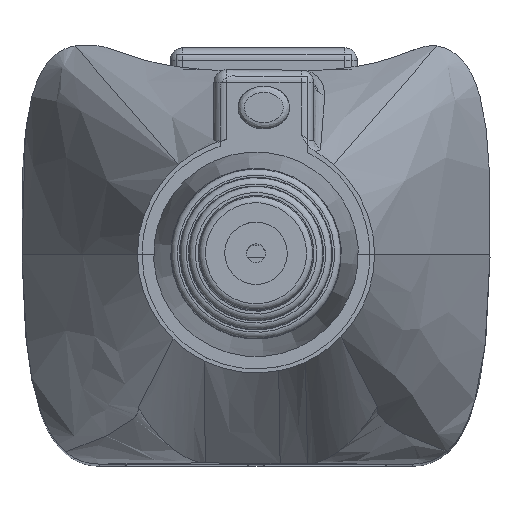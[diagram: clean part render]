
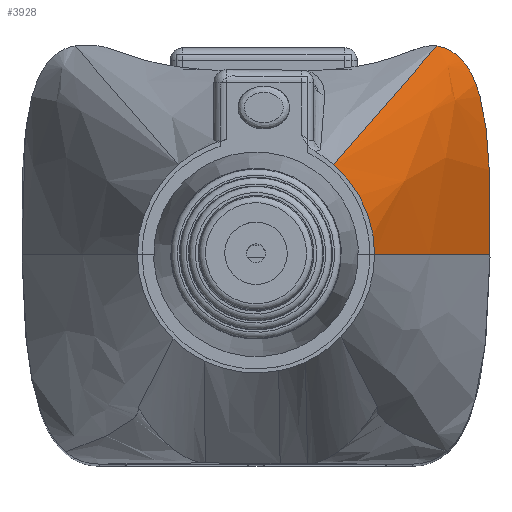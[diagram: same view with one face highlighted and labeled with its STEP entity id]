
A CAD part, top view. The second image highlights one B-rep face of the part: STEP entity #3928.
In plain terms, the highlighted free-form (B-spline) face has degree [3, 3] with [7, 4] control points.
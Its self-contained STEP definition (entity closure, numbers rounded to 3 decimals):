
#317=CIRCLE('',#4173,19.);
#445=B_SPLINE_SURFACE_WITH_KNOTS('',3,3,((#10299,#10300,#10301,#10302),
(#10303,#10304,#10305,#10306),(#10307,#10308,#10309,#10310),(#10311,#10312,
#10313,#10314),(#10315,#10316,#10317,#10318),(#10319,#10320,#10321,#10322),
(#10323,#10324,#10325,#10326)),.UNSPECIFIED.,.F.,.F.,.F.,(4,1,2,4),(4,4),
(0.,0.228,0.379,0.449),(0.,1.),
 .UNSPECIFIED.);
#655=FACE_OUTER_BOUND('',#915,.T.);
#915=EDGE_LOOP('',(#3571,#3572,#3573,#3574,#3575));
#1141=LINE('',#9272,#1350);
#1350=VECTOR('',#4845,66.934);
#1495=B_SPLINE_CURVE_WITH_KNOTS('',3,(#7890,#7891,#7892,#7893,#7894,#7895,
#7896,#7897),.UNSPECIFIED.,.F.,.F.,(4,2,2,4),(-6.579,-4.728,
-3.14,0.),.UNSPECIFIED.);
#1510=B_SPLINE_CURVE_WITH_KNOTS('',3,(#8470,#8471,#8472,#8473),
 .UNSPECIFIED.,.F.,.F.,(4,4),(-0.024,0.),.UNSPECIFIED.);
#1520=B_SPLINE_CURVE_WITH_KNOTS('',3,(#8753,#8754,#8755,#8756,#8757,#8758,
#8759),.UNSPECIFIED.,.F.,.F.,(4,1,2,4),(0.003,0.228,
0.379,0.407),.UNSPECIFIED.);
#1730=VERTEX_POINT('',#7887);
#1731=VERTEX_POINT('',#7889);
#1810=VERTEX_POINT('',#8468);
#1811=VERTEX_POINT('',#8469);
#1852=VERTEX_POINT('',#9270);
#2168=EDGE_CURVE('',#1731,#1730,#1495,.T.);
#2294=EDGE_CURVE('',#1810,#1811,#1510,.T.);
#2313=EDGE_CURVE('',#1811,#1730,#1520,.T.);
#2362=EDGE_CURVE('',#1852,#1810,#1141,.T.);
#2392=EDGE_CURVE('',#1852,#1731,#317,.T.);
#3571=ORIENTED_EDGE('',*,*,#2168,.T.);
#3572=ORIENTED_EDGE('',*,*,#2313,.F.);
#3573=ORIENTED_EDGE('',*,*,#2294,.F.);
#3574=ORIENTED_EDGE('',*,*,#2362,.F.);
#3575=ORIENTED_EDGE('',*,*,#2392,.T.);
#3928=ADVANCED_FACE('',(#655),#445,.T.);
#4173=AXIS2_PLACEMENT_3D('',#9374,#4899,#4900);
#4845=DIRECTION('',(0.248,0.285,-0.926));
#4899=DIRECTION('center_axis',(0.,0.,-1.));
#4900=DIRECTION('ref_axis',(-1.,0.,0.));
#7887=CARTESIAN_POINT('',(37.483,0.,0.));
#7889=CARTESIAN_POINT('',(19.,0.,62.));
#7890=CARTESIAN_POINT('Ctrl Pts',(19.,0.,62.));
#7891=CARTESIAN_POINT('Ctrl Pts',(20.073,0.,
58.382));
#7892=CARTESIAN_POINT('Ctrl Pts',(21.79,0.,
52.588));
#7893=CARTESIAN_POINT('Ctrl Pts',(25.146,0.,
41.295));
#7894=CARTESIAN_POINT('Ctrl Pts',(26.681,0.,
36.143));
#7895=CARTESIAN_POINT('Ctrl Pts',(31.258,0.,
20.799));
#7896=CARTESIAN_POINT('Ctrl Pts',(34.481,0.,10.025));
#7897=CARTESIAN_POINT('Ctrl Pts',(37.483,0.,0.));
#8468=CARTESIAN_POINT('',(28.992,33.491,0.03));
#8469=CARTESIAN_POINT('',(29.228,33.454,0.));
#8470=CARTESIAN_POINT('Ctrl Pts',(28.992,33.491,0.03));
#8471=CARTESIAN_POINT('Ctrl Pts',(29.07,33.483,0.01));
#8472=CARTESIAN_POINT('Ctrl Pts',(29.149,33.471,0.));
#8473=CARTESIAN_POINT('Ctrl Pts',(29.228,33.454,0.));
#8753=CARTESIAN_POINT('Ctrl Pts',(29.228,33.454,0.));
#8754=CARTESIAN_POINT('Ctrl Pts',(34.161,32.375,0.));
#8755=CARTESIAN_POINT('Ctrl Pts',(37.5,22.947,0.));
#8756=CARTESIAN_POINT('Ctrl Pts',(37.5,8.675,0.));
#8757=CARTESIAN_POINT('Ctrl Pts',(37.5,1.981,0.));
#8758=CARTESIAN_POINT('Ctrl Pts',(37.494,0.981,0.));
#8759=CARTESIAN_POINT('Ctrl Pts',(37.483,0.,
0.));
#9270=CARTESIAN_POINT('',(12.413,14.385,62.));
#9272=CARTESIAN_POINT('',(12.413,14.385,62.));
#9374=CARTESIAN_POINT('Origin',(0.,0.,62.));
#10299=CARTESIAN_POINT('Ctrl Pts',(12.413,14.385,62.));
#10300=CARTESIAN_POINT('Ctrl Pts',(17.942,20.756,41.333));
#10301=CARTESIAN_POINT('Ctrl Pts',(23.471,27.128,20.667));
#10302=CARTESIAN_POINT('Ctrl Pts',(29.,33.5,0.));
#10303=CARTESIAN_POINT('Ctrl Pts',(14.364,12.701,62.));
#10304=CARTESIAN_POINT('Ctrl Pts',(20.941,19.314,41.333));
#10305=CARTESIAN_POINT('Ctrl Pts',(27.523,25.934,20.667));
#10306=CARTESIAN_POINT('Ctrl Pts',(34.1,32.546,0.));
#10307=CARTESIAN_POINT('Ctrl Pts',(17.233,9.013,62.));
#10308=CARTESIAN_POINT('Ctrl Pts',(23.989,13.701,41.333));
#10309=CARTESIAN_POINT('Ctrl Pts',(30.744,18.389,20.667));
#10310=CARTESIAN_POINT('Ctrl Pts',(37.5,23.077,0.));
#10311=CARTESIAN_POINT('Ctrl Pts',(18.57,4.432,62.));
#10312=CARTESIAN_POINT('Ctrl Pts',(24.88,5.846,41.333));
#10313=CARTESIAN_POINT('Ctrl Pts',(31.19,7.26,20.667));
#10314=CARTESIAN_POINT('Ctrl Pts',(37.5,8.675,0.));
#10315=CARTESIAN_POINT('Ctrl Pts',(18.942,1.719,62.));
#10316=CARTESIAN_POINT('Ctrl Pts',(25.128,1.274,41.333));
#10317=CARTESIAN_POINT('Ctrl Pts',(31.314,0.83,20.667));
#10318=CARTESIAN_POINT('Ctrl Pts',(37.5,0.385,0.));
#10319=CARTESIAN_POINT('Ctrl Pts',(19.,0.857,62.));
#10320=CARTESIAN_POINT('Ctrl Pts',(25.154,-0.13,41.333));
#10321=CARTESIAN_POINT('Ctrl Pts',(31.309,-1.118,20.667));
#10322=CARTESIAN_POINT('Ctrl Pts',(37.464,-2.105,0.));
#10323=CARTESIAN_POINT('Ctrl Pts',(19.,0.,62.));
#10324=CARTESIAN_POINT('Ctrl Pts',(25.128,-1.488,41.333));
#10325=CARTESIAN_POINT('Ctrl Pts',(31.257,-2.976,20.667));
#10326=CARTESIAN_POINT('Ctrl Pts',(37.385,-4.464,0.));
